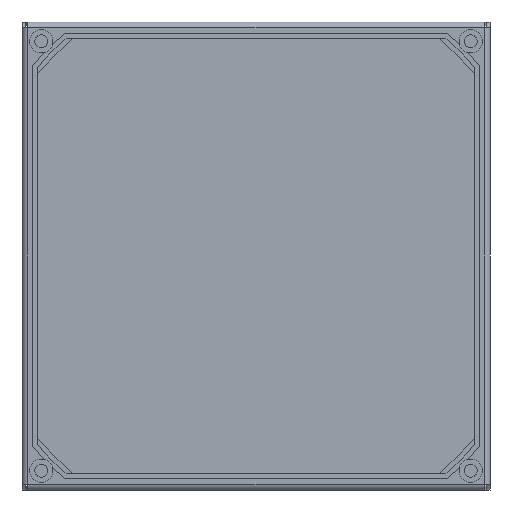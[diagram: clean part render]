
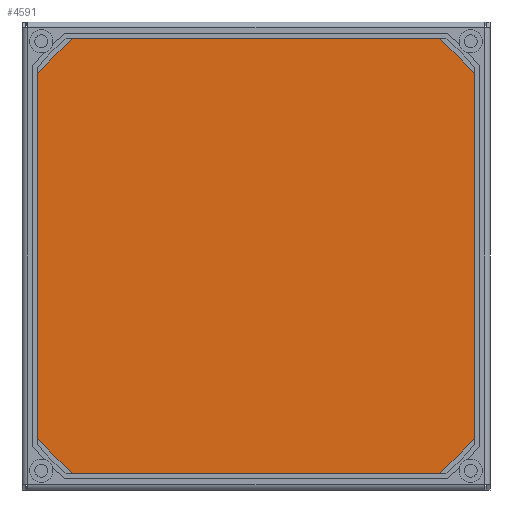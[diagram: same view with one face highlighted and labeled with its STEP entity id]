
A CAD part, front view. The second image highlights one B-rep face of the part: STEP entity #4591.
In plain terms, the highlighted planar face has unit normal (0, -1, 0).
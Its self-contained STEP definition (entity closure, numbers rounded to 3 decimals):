
#4026=DIRECTION('',(1.,0.,0.));
#4027=VECTOR('',#4026,231.);
#4028=CARTESIAN_POINT('',(-115.5,0.,-115.5));
#4029=LINE('',#4028,#4027);
#4038=DIRECTION('',(-1.,0.,0.));
#4039=VECTOR('',#4038,231.);
#4040=CARTESIAN_POINT('',(115.5,0.,115.5));
#4041=LINE('',#4040,#4039);
#4150=DIRECTION('',(0.,0.,1.));
#4151=VECTOR('',#4150,231.);
#4152=CARTESIAN_POINT('',(115.5,0.,-115.5));
#4153=LINE('',#4152,#4151);
#4314=DIRECTION('',(0.,0.,-1.));
#4315=VECTOR('',#4314,231.);
#4316=CARTESIAN_POINT('',(-115.5,0.,115.5));
#4317=LINE('',#4316,#4315);
#4442=CARTESIAN_POINT('',(-115.5,0.,-115.5));
#4443=CARTESIAN_POINT('',(115.5,0.,-115.5));
#4444=VERTEX_POINT('',#4442);
#4445=VERTEX_POINT('',#4443);
#4446=CARTESIAN_POINT('',(115.5,0.,115.5));
#4447=CARTESIAN_POINT('',(-115.5,0.,115.5));
#4448=VERTEX_POINT('',#4446);
#4449=VERTEX_POINT('',#4447);
#4577=CARTESIAN_POINT('',(0.,0.,0.));
#4578=DIRECTION('',(0.,1.,0.));
#4579=DIRECTION('',(1.,0.,0.));
#4580=AXIS2_PLACEMENT_3D('',#4577,#4578,#4579);
#4581=PLANE('',#4580);
#4583=ORIENTED_EDGE('',*,*,#4582,.F.);
#4585=ORIENTED_EDGE('',*,*,#4584,.F.);
#4586=ORIENTED_EDGE('',*,*,#4567,.F.);
#4588=ORIENTED_EDGE('',*,*,#4587,.F.);
#4589=EDGE_LOOP('',(#4583,#4585,#4586,#4588));
#4590=FACE_OUTER_BOUND('',#4589,.F.);
#4567=EDGE_CURVE('',#4444,#4445,#4029,.T.);
#4582=EDGE_CURVE('',#4448,#4449,#4041,.T.);
#4584=EDGE_CURVE('',#4445,#4448,#4153,.T.);
#4587=EDGE_CURVE('',#4449,#4444,#4317,.T.);
#4591=ADVANCED_FACE('',(#4590),#4581,.F.);
